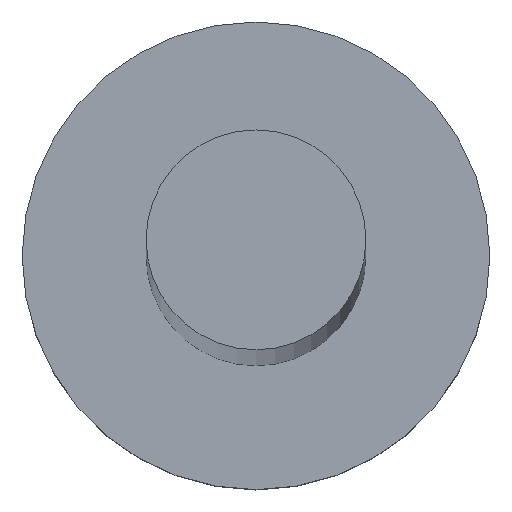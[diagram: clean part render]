
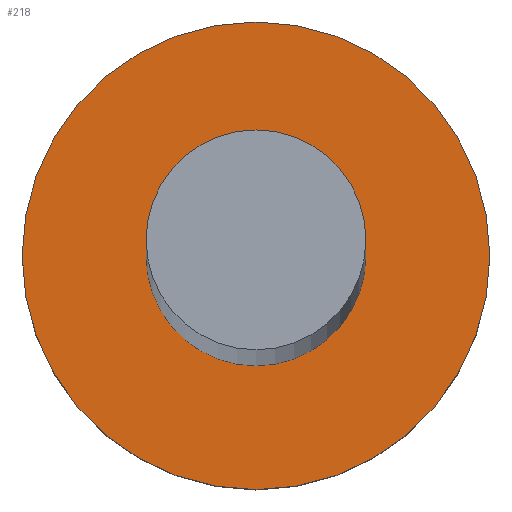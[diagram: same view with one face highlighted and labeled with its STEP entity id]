
A CAD part, top view. The second image highlights one B-rep face of the part: STEP entity #218.
In plain terms, the highlighted planar face has unit normal (0, 0, 1).
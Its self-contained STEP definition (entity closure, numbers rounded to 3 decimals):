
#20 = EDGE_CURVE ( 'NONE', #108, #125, #27, .T. ) ;
#25 = CARTESIAN_POINT ( 'NONE',  ( -2.5, 0., 2. ) ) ;
#27 = CIRCLE ( 'NONE', #169, 2.5 ) ;
#35 = ORIENTED_EDGE ( 'NONE', *, *, #145, .F. ) ;
#41 = CARTESIAN_POINT ( 'NONE',  ( 0., 0., 2. ) ) ;
#42 = FACE_BOUND ( 'NONE', #105, .T. ) ;
#47 = DIRECTION ( 'NONE',  ( 0., 0., 1. ) ) ;
#49 = AXIS2_PLACEMENT_3D ( 'NONE', #134, #74, #252 ) ;
#50 = DIRECTION ( 'NONE',  ( 0., 0., 1. ) ) ;
#61 = ORIENTED_EDGE ( 'NONE', *, *, #187, .T. ) ;
#63 = CARTESIAN_POINT ( 'NONE',  ( 2.5, 0., 2. ) ) ;
#65 = DIRECTION ( 'NONE',  ( 1., 0., 0. ) ) ;
#74 = DIRECTION ( 'NONE',  ( 0., 0., 1. ) ) ;
#85 = CARTESIAN_POINT ( 'NONE',  ( 0., 0., 2. ) ) ;
#86 = AXIS2_PLACEMENT_3D ( 'NONE', #85, #195, #245 ) ;
#100 = CIRCLE ( 'NONE', #221, 2.5 ) ;
#105 = EDGE_LOOP ( 'NONE', ( #35, #222 ) ) ;
#106 = AXIS2_PLACEMENT_3D ( 'NONE', #179, #50, #139 ) ;
#108 = VERTEX_POINT ( 'NONE', #25 ) ;
#114 = DIRECTION ( 'NONE',  ( 1., 0., 0. ) ) ;
#118 = CIRCLE ( 'NONE', #106, 1.175 ) ;
#125 = VERTEX_POINT ( 'NONE', #63 ) ;
#132 = FACE_OUTER_BOUND ( 'NONE', #241, .T. ) ;
#134 = CARTESIAN_POINT ( 'NONE',  ( 0., 0., 2. ) ) ;
#139 = DIRECTION ( 'NONE',  ( 1., 0., 0. ) ) ;
#145 = EDGE_CURVE ( 'NONE', #147, #206, #150, .T. ) ;
#147 = VERTEX_POINT ( 'NONE', #212 ) ;
#150 = CIRCLE ( 'NONE', #86, 1.175 ) ;
#155 = CARTESIAN_POINT ( 'NONE',  ( 1.175, 0., 2. ) ) ;
#169 = AXIS2_PLACEMENT_3D ( 'NONE', #41, #175, #114 ) ;
#175 = DIRECTION ( 'NONE',  ( 0., 0., 1. ) ) ;
#179 = CARTESIAN_POINT ( 'NONE',  ( 0., 0., 2. ) ) ;
#187 = EDGE_CURVE ( 'NONE', #125, #108, #100, .T. ) ;
#195 = DIRECTION ( 'NONE',  ( 0., 0., 1. ) ) ;
#206 = VERTEX_POINT ( 'NONE', #155 ) ;
#212 = CARTESIAN_POINT ( 'NONE',  ( -1.175, 0., 2. ) ) ;
#218 = ADVANCED_FACE ( 'NONE', ( #42, #132 ), #227, .T. ) ;
#221 = AXIS2_PLACEMENT_3D ( 'NONE', #224, #47, #65 ) ;
#222 = ORIENTED_EDGE ( 'NONE', *, *, #225, .F. ) ;
#224 = CARTESIAN_POINT ( 'NONE',  ( 0., 0., 2. ) ) ;
#225 = EDGE_CURVE ( 'NONE', #206, #147, #118, .T. ) ;
#227 = PLANE ( 'NONE',  #49 ) ;
#237 = ORIENTED_EDGE ( 'NONE', *, *, #20, .T. ) ;
#241 = EDGE_LOOP ( 'NONE', ( #237, #61 ) ) ;
#245 = DIRECTION ( 'NONE',  ( 1., 0., 0. ) ) ;
#252 = DIRECTION ( 'NONE',  ( 1., 0., 0. ) ) ;
